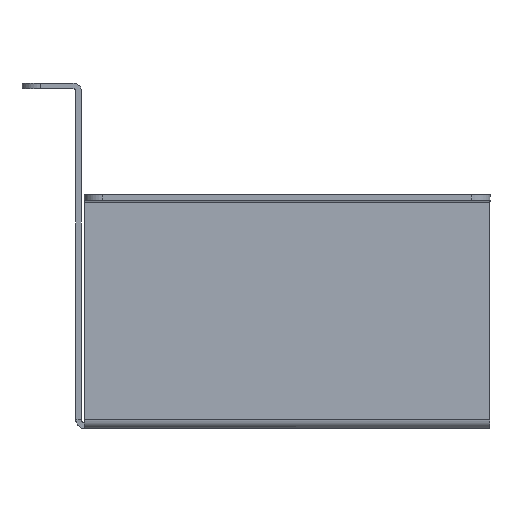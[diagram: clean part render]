
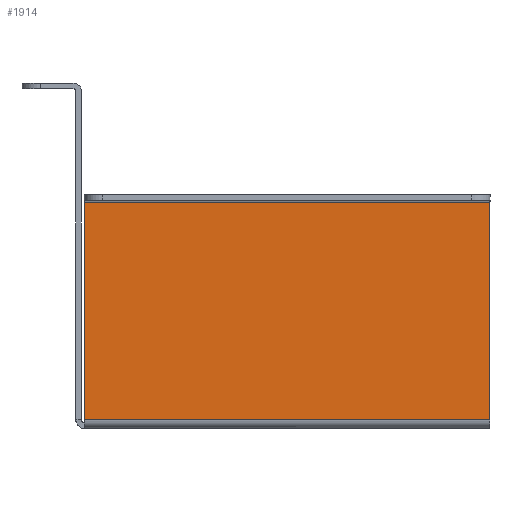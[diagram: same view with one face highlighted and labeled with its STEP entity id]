
A CAD part, left-side view. The second image highlights one B-rep face of the part: STEP entity #1914.
In plain terms, the highlighted planar face has unit normal (-1, 0, 0).
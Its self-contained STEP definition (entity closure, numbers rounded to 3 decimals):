
#92 = CARTESIAN_POINT ( 'NONE',  ( -106.5, -55., 0. ) ) ;
#262 = EDGE_LOOP ( 'NONE', ( #2312, #1107, #3515, #1637 ) ) ;
#272 = VECTOR ( 'NONE', #3547, 1000. ) ;
#327 = EDGE_CURVE ( 'NONE', #3537, #3405, #2553, .T. ) ;
#399 = EDGE_CURVE ( 'NONE', #1171, #1120, #2203, .T. ) ;
#539 = LINE ( 'NONE', #92, #1963 ) ;
#893 = CARTESIAN_POINT ( 'NONE',  ( -106.5, -55., 1. ) ) ;
#1060 = PLANE ( 'NONE',  #3534 ) ;
#1107 = ORIENTED_EDGE ( 'NONE', *, *, #399, .T. ) ;
#1120 = VERTEX_POINT ( 'NONE', #1234 ) ;
#1171 = VERTEX_POINT ( 'NONE', #2903 ) ;
#1234 = CARTESIAN_POINT ( 'NONE',  ( -106.5, 54.293, 59.5 ) ) ;
#1417 = CARTESIAN_POINT ( 'NONE',  ( -106.5, 0., 0. ) ) ;
#1637 = ORIENTED_EDGE ( 'NONE', *, *, #327, .F. ) ;
#1668 = EDGE_CURVE ( 'NONE', #1171, #3537, #539, .T. ) ;
#1803 = VECTOR ( 'NONE', #1812, 1000. ) ;
#1812 = DIRECTION ( 'NONE',  ( 0., 1., 0. ) ) ;
#1822 = EDGE_CURVE ( 'NONE', #1120, #3405, #2105, .T. ) ;
#1914 = ADVANCED_FACE ( 'NONE', ( #3661 ), #1060, .T. ) ;
#1949 = CARTESIAN_POINT ( 'NONE',  ( -106.5, 54.293, 1. ) ) ;
#1963 = VECTOR ( 'NONE', #2095, 1000. ) ;
#2095 = DIRECTION ( 'NONE',  ( 0., 0., -1. ) ) ;
#2105 = LINE ( 'NONE', #2385, #272 ) ;
#2137 = DIRECTION ( 'NONE',  ( 0., 0., 1. ) ) ;
#2203 = LINE ( 'NONE', #3228, #3227 ) ;
#2312 = ORIENTED_EDGE ( 'NONE', *, *, #1668, .F. ) ;
#2385 = CARTESIAN_POINT ( 'NONE',  ( -106.5, 54.293, 0. ) ) ;
#2401 = CARTESIAN_POINT ( 'NONE',  ( -106.5, -55., 1. ) ) ;
#2552 = DIRECTION ( 'NONE',  ( -1., 0., 0. ) ) ;
#2553 = LINE ( 'NONE', #2401, #1803 ) ;
#2903 = CARTESIAN_POINT ( 'NONE',  ( -106.5, -55., 59.5 ) ) ;
#2953 = DIRECTION ( 'NONE',  ( 0., 1., 0. ) ) ;
#3227 = VECTOR ( 'NONE', #2953, 1000. ) ;
#3228 = CARTESIAN_POINT ( 'NONE',  ( -106.5, 0., 59.5 ) ) ;
#3405 = VERTEX_POINT ( 'NONE', #1949 ) ;
#3515 = ORIENTED_EDGE ( 'NONE', *, *, #1822, .T. ) ;
#3534 = AXIS2_PLACEMENT_3D ( 'NONE', #1417, #2552, #2137 ) ;
#3537 = VERTEX_POINT ( 'NONE', #893 ) ;
#3547 = DIRECTION ( 'NONE',  ( 0., 0., -1. ) ) ;
#3661 = FACE_OUTER_BOUND ( 'NONE', #262, .T. ) ;
